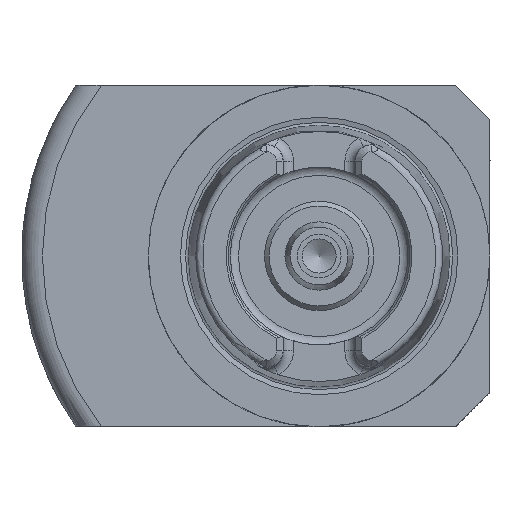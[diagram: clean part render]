
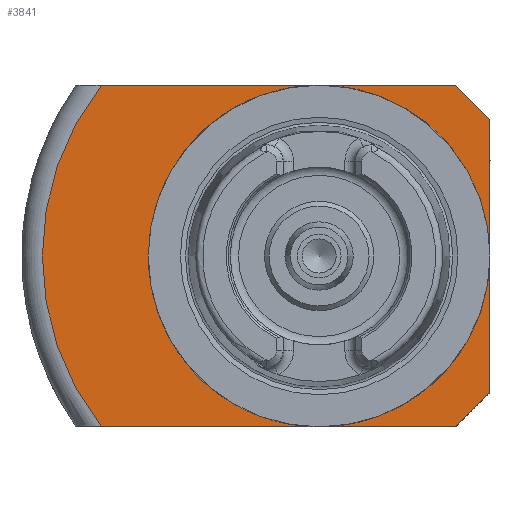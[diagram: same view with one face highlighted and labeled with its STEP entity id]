
A CAD part, left-side view. The second image highlights one B-rep face of the part: STEP entity #3841.
In plain terms, the highlighted planar face has unit normal (-1, 0, 0).
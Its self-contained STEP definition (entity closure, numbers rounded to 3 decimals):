
#1368=CARTESIAN_POINT('',(31.,-20.,-25.));
#1369=VERTEX_POINT('',#1368);
#1376=CARTESIAN_POINT('',(31.,31.863,-25.));
#1377=VERTEX_POINT('',#1376);
#1378=CARTESIAN_POINT('',(31.,31.863,-25.));
#1379=DIRECTION('',(0.0,-1.0,0.0));
#1380=VECTOR('',#1379,51.863);
#1381=LINE('',#1378,#1380);
#1382=EDGE_CURVE('',#1377,#1369,#1381,.T.);
#1868=CARTESIAN_POINT('',(31.,31.863,25.));
#1869=VERTEX_POINT('',#1868);
#1883=CARTESIAN_POINT('',(31.,-20.,25.));
#1884=VERTEX_POINT('',#1883);
#1885=CARTESIAN_POINT('',(31.,-20.,25.));
#1886=DIRECTION('',(0.0,1.0,0.0));
#1887=VECTOR('',#1886,51.863);
#1888=LINE('',#1885,#1887);
#1889=EDGE_CURVE('',#1884,#1869,#1888,.T.);
#1929=CARTESIAN_POINT('',(31.,-25.,20.));
#1930=VERTEX_POINT('',#1929);
#1931=CARTESIAN_POINT('',(31.,-25.,20.));
#1932=DIRECTION('',(0.0,0.707,0.707));
#1933=VECTOR('',#1932,7.071);
#1934=LINE('',#1931,#1933);
#1935=EDGE_CURVE('',#1930,#1884,#1934,.T.);
#1952=CARTESIAN_POINT('',(31.,-25.,-20.));
#1953=VERTEX_POINT('',#1952);
#1960=CARTESIAN_POINT('',(31.,-20.,-25.));
#1961=DIRECTION('',(0.0,-0.707,0.707));
#1962=VECTOR('',#1961,7.071);
#1963=LINE('',#1960,#1962);
#1964=EDGE_CURVE('',#1369,#1953,#1963,.T.);
#1980=CARTESIAN_POINT('',(31.,-25.,-20.));
#1981=DIRECTION('',(0.0,0.0,1.0));
#1982=VECTOR('',#1981,40.);
#1983=LINE('',#1980,#1982);
#1984=EDGE_CURVE('',#1953,#1930,#1983,.T.);
#2512=CARTESIAN_POINT('',(31.,24.5,0.0));
#2513=VERTEX_POINT('',#2512);
#2514=CARTESIAN_POINT('',(31.,0.0,0.0));
#2515=DIRECTION('',(1.0,0.0,0.0));
#2516=DIRECTION('',(0.0,1.0,0.0));
#2517=AXIS2_PLACEMENT_3D('',#2514,#2515,#2516);
#2518=CIRCLE('',#2517,24.5);
#2519=EDGE_CURVE('',#2513,#2513,#2518,.T.);
#3819=CARTESIAN_POINT('',(31.,32.75,0.0));
#3820=DIRECTION('',(-1.0,0.0,0.0));
#3821=DIRECTION('',(0.0,0.0,1.0));
#3822=AXIS2_PLACEMENT_3D('',#3819,#3820,#3821);
#3823=PLANE('',#3822);
#3824=ORIENTED_EDGE('',*,*,#1889,.T.);
#3825=CARTESIAN_POINT('',(31.,0.0,0.0));
#3826=DIRECTION('',(1.0,0.0,0.0));
#3827=DIRECTION('',(0.0,1.0,0.0));
#3828=AXIS2_PLACEMENT_3D('',#3825,#3826,#3827);
#3829=CIRCLE('',#3828,40.5);
#3830=EDGE_CURVE('',#1377,#1869,#3829,.T.);
#3831=ORIENTED_EDGE('',*,*,#3830,.F.);
#3832=ORIENTED_EDGE('',*,*,#1382,.T.);
#3833=ORIENTED_EDGE('',*,*,#1964,.T.);
#3834=ORIENTED_EDGE('',*,*,#1984,.T.);
#3835=ORIENTED_EDGE('',*,*,#1935,.T.);
#3836=EDGE_LOOP('',(#3824,#3831,#3832,#3833,#3834,#3835));
#3837=FACE_OUTER_BOUND('',#3836,.T.);
#3838=ORIENTED_EDGE('',*,*,#2519,.T.);
#3839=EDGE_LOOP('',(#3838));
#3840=FACE_BOUND('',#3839,.T.);
#3841=ADVANCED_FACE('',(#3837,#3840),#3823,.T.);
